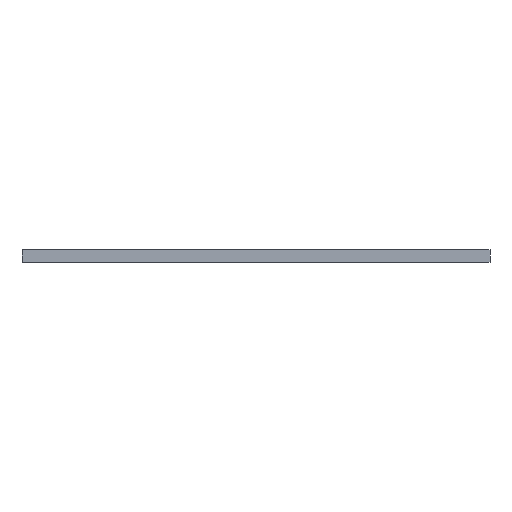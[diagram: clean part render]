
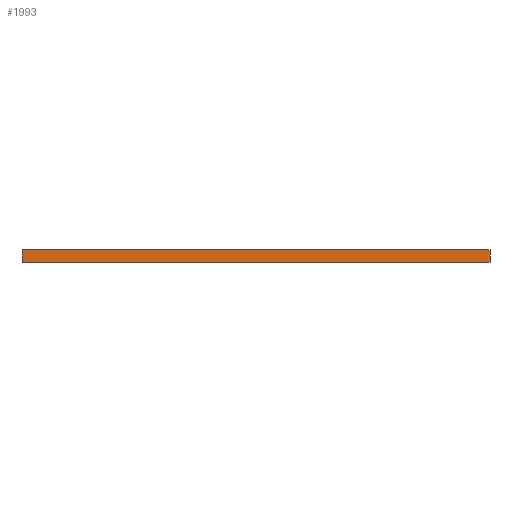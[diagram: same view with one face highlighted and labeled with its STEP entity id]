
A CAD part, left-side view. The second image highlights one B-rep face of the part: STEP entity #1993.
In plain terms, the highlighted planar face has unit normal (-1, 0, 0).
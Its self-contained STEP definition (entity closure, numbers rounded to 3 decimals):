
#144 = VERTEX_POINT('',#145);
#145 = CARTESIAN_POINT('',(102.5,-64.5,0.));
#151 = EDGE_CURVE('',#152,#144,#154,.T.);
#152 = VERTEX_POINT('',#153);
#153 = CARTESIAN_POINT('',(102.5,-125.5,0.));
#154 = LINE('',#155,#156);
#155 = CARTESIAN_POINT('',(102.5,-125.5,0.));
#156 = VECTOR('',#157,1.);
#157 = DIRECTION('',(0.,1.,0.));
#1055 = VERTEX_POINT('',#1056);
#1056 = CARTESIAN_POINT('',(102.5,-64.5,1.6));
#1062 = EDGE_CURVE('',#1063,#1055,#1065,.T.);
#1063 = VERTEX_POINT('',#1064);
#1064 = CARTESIAN_POINT('',(102.5,-125.5,1.6));
#1065 = LINE('',#1066,#1067);
#1066 = CARTESIAN_POINT('',(102.5,-125.5,1.6));
#1067 = VECTOR('',#1068,1.);
#1068 = DIRECTION('',(0.,1.,0.));
#1963 = EDGE_CURVE('',#144,#1055,#1964,.T.);
#1964 = LINE('',#1965,#1966);
#1965 = CARTESIAN_POINT('',(102.5,-64.5,0.));
#1966 = VECTOR('',#1967,1.);
#1967 = DIRECTION('',(0.,0.,1.));
#1982 = EDGE_CURVE('',#152,#1063,#1983,.T.);
#1983 = LINE('',#1984,#1985);
#1984 = CARTESIAN_POINT('',(102.5,-125.5,0.));
#1985 = VECTOR('',#1986,1.);
#1986 = DIRECTION('',(0.,0.,1.));
#1993 = ADVANCED_FACE('',(#1994),#2000,.T.);
#1994 = FACE_BOUND('',#1995,.T.);
#1995 = EDGE_LOOP('',(#1996,#1997,#1998,#1999));
#1996 = ORIENTED_EDGE('',*,*,#1982,.T.);
#1997 = ORIENTED_EDGE('',*,*,#1062,.T.);
#1998 = ORIENTED_EDGE('',*,*,#1963,.F.);
#1999 = ORIENTED_EDGE('',*,*,#151,.F.);
#2000 = PLANE('',#2001);
#2001 = AXIS2_PLACEMENT_3D('',#2002,#2003,#2004);
#2002 = CARTESIAN_POINT('',(102.5,-125.5,0.));
#2003 = DIRECTION('',(-1.,0.,0.));
#2004 = DIRECTION('',(0.,1.,0.));
